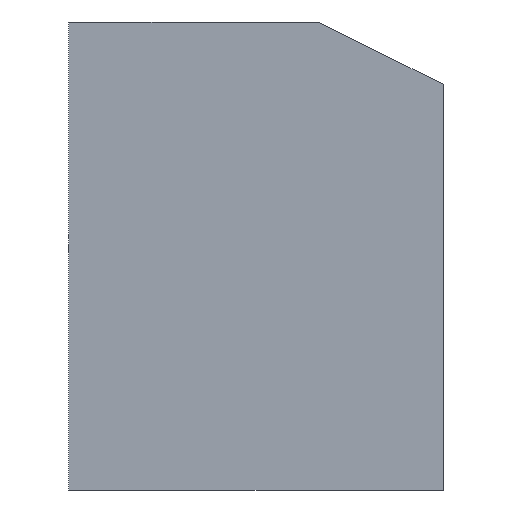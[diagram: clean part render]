
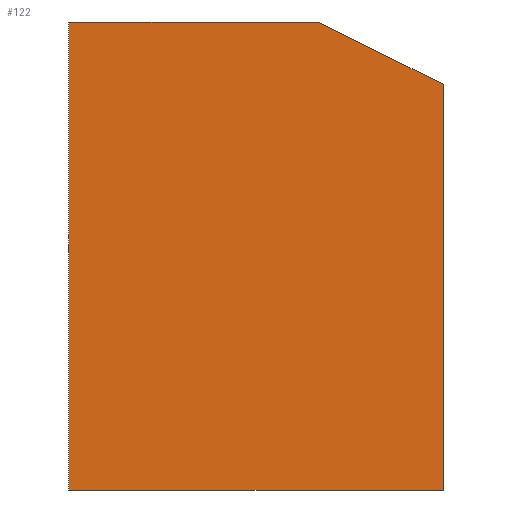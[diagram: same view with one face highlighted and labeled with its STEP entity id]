
A CAD part, front view. The second image highlights one B-rep face of the part: STEP entity #122.
In plain terms, the highlighted planar face has unit normal (0, -1, 0).
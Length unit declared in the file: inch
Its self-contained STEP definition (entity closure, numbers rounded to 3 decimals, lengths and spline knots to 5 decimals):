
#16=FACE_OUTER_BOUND('',#23,.T.);
#23=EDGE_LOOP('',(#89,#90,#91,#92,#93));
#34=LINE('',#195,#49);
#35=LINE('',#197,#50);
#36=LINE('',#199,#51);
#37=LINE('',#201,#52);
#38=LINE('',#202,#53);
#49=VECTOR('',#160,0.3937);
#50=VECTOR('',#161,0.3937);
#51=VECTOR('',#162,0.3937);
#52=VECTOR('',#163,0.3937);
#53=VECTOR('',#164,0.3937);
#64=VERTEX_POINT('',#193);
#65=VERTEX_POINT('',#194);
#66=VERTEX_POINT('',#196);
#67=VERTEX_POINT('',#198);
#68=VERTEX_POINT('',#200);
#74=EDGE_CURVE('',#64,#65,#34,.T.);
#75=EDGE_CURVE('',#66,#64,#35,.T.);
#76=EDGE_CURVE('',#67,#66,#36,.T.);
#77=EDGE_CURVE('',#68,#67,#37,.T.);
#78=EDGE_CURVE('',#65,#68,#38,.T.);
#89=ORIENTED_EDGE('',*,*,#74,.F.);
#90=ORIENTED_EDGE('',*,*,#75,.F.);
#91=ORIENTED_EDGE('',*,*,#76,.F.);
#92=ORIENTED_EDGE('',*,*,#77,.F.);
#93=ORIENTED_EDGE('',*,*,#78,.F.);
#115=PLANE('',#143);
#122=ADVANCED_FACE('',(#16),#115,.F.);
#143=AXIS2_PLACEMENT_3D('',#192,#158,#159);
#158=DIRECTION('center_axis',(0.,1.,0.));
#159=DIRECTION('ref_axis',(0.,0.,-1.));
#160=DIRECTION('',(0.,0.,1.));
#161=DIRECTION('',(-1.,0.,0.));
#162=DIRECTION('',(0.,0.,-1.));
#163=DIRECTION('',(0.894,0.,-0.447));
#164=DIRECTION('',(1.,0.,0.));
#192=CARTESIAN_POINT('Origin',(26.,6.25,7.5));
#193=CARTESIAN_POINT('',(26.,6.25,0.));
#194=CARTESIAN_POINT('',(26.,6.25,7.5));
#195=CARTESIAN_POINT('',(26.,6.25,3.75));
#196=CARTESIAN_POINT('',(32.,6.25,0.));
#197=CARTESIAN_POINT('',(21.,6.25,0.));
#198=CARTESIAN_POINT('',(32.,6.25,6.5));
#199=CARTESIAN_POINT('',(32.,6.25,3.75));
#200=CARTESIAN_POINT('',(30.,6.25,7.5));
#201=CARTESIAN_POINT('',(29.4,6.25,7.8));
#202=CARTESIAN_POINT('',(21.,6.25,7.5));
